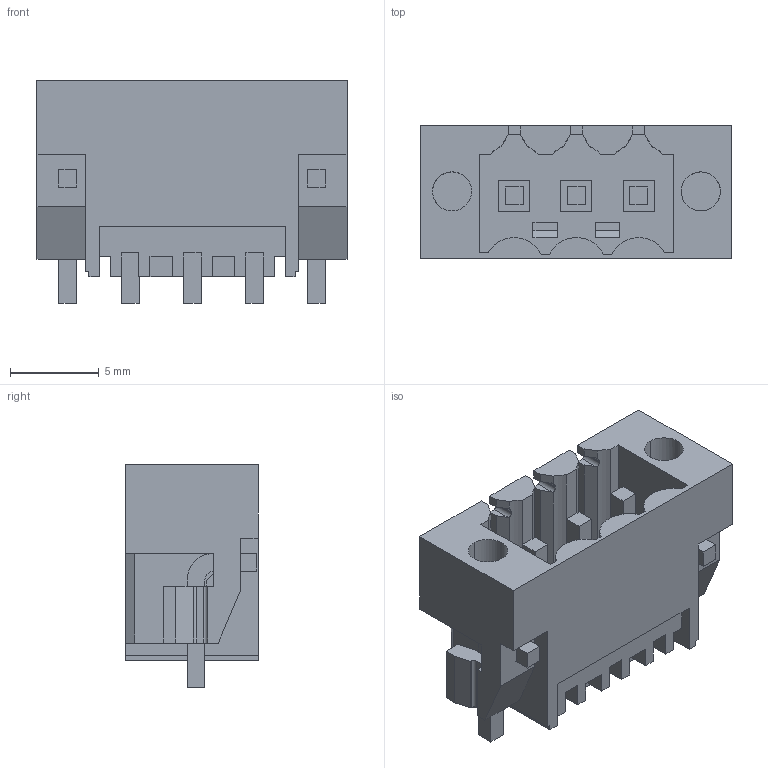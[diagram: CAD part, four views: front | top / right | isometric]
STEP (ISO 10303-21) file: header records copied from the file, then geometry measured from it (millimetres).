
FILE_DESCRIPTION(('CATIA V5 STEP Exchange','CAx-IF Rec.Pracs.--- Model Styling and Organization---1.2---2011-12-15'),'2;1');
FILE_NAME ('D1456496_0_1804710000_1804710000.stp','2018-03-20T12:40:57+00:00',('none'),('Weidmueller'),'CATIA Version 5-6 Release 2014','CATIA V5 STEP AP214','none');
FILE_SCHEMA(('AUTOMOTIVE_DESIGN { 1 0 10303 214 1 1 1 1 }'));
Length unit declared in the file: millimetre
Products named in the file (1): 1804710000
Bounding box: 17.45 x 7.45 x 12.55 mm (x, y, z)
Volume: 691.6 mm3; surface area: 1619.7 mm2
Topology: 6 solids, 6 shells, 338 faces, 964 edges, 645 vertices
Faces by surface type: plane 305, cylinder 33
Entity records: 11302 total; most frequent: CARTESIAN_POINT 2209, ORIENTED_EDGE 1928, DIRECTION 1596, EDGE_CURVE 964, VECTOR 886, LINE 886, VERTEX_POINT 645, AXIS2_PLACEMENT_3D 372
